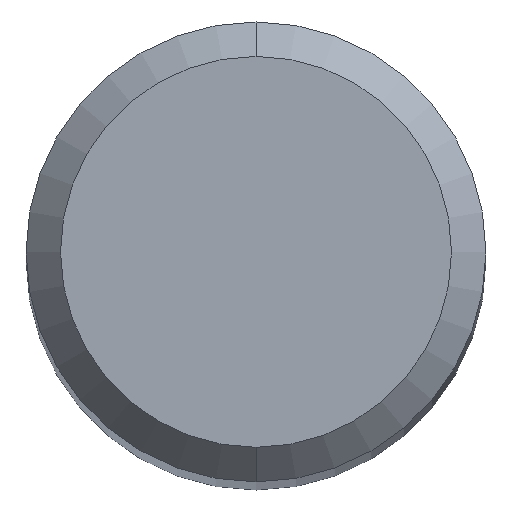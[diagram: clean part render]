
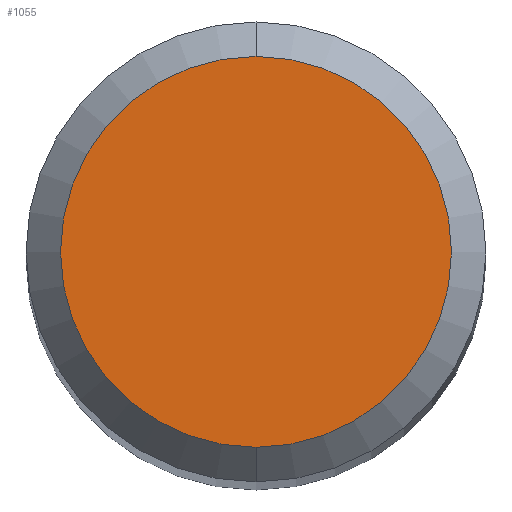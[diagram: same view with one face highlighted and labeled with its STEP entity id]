
A CAD part, top view. The second image highlights one B-rep face of the part: STEP entity #1055.
In plain terms, the highlighted planar face has unit normal (0, 0, 1).
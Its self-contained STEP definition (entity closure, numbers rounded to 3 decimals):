
#605=VERTEX_POINT('',#1377);
#733=VERTEX_POINT('',#1519);
#819=EDGE_CURVE('',#605,#733,#1611,.T.);
#1021=EDGE_CURVE('',#733,#605,#1833,.T.);
#1055=ADVANCED_FACE('',(#1871),#1872,.T.);
#1377=CARTESIAN_POINT('',(0.0,1.7,0.0));
#1519=CARTESIAN_POINT('',(0.,-1.7,0.0));
#1611=CIRCLE('',#3776,1.7);
#1833=CIRCLE('',#4790,1.7);
#1871=FACE_OUTER_BOUND('',#5029,.T.);
#1872=PLANE('',#5030);
#3776=AXIS2_PLACEMENT_3D('',#5674,#5675,#5676);
#4790=AXIS2_PLACEMENT_3D('',#5894,#5895,#5896);
#5029=EDGE_LOOP('',(#5949,#5950));
#5030=AXIS2_PLACEMENT_3D('',#5951,#5952,#5953);
#5674=CARTESIAN_POINT('',(0.0,0.0,0.0));
#5675=DIRECTION('',(0.0,0.0,-1.0));
#5676=DIRECTION('',(0.0,1.0,0.0));
#5894=CARTESIAN_POINT('',(0.0,0.0,0.0));
#5895=DIRECTION('',(0.0,0.0,-1.0));
#5896=DIRECTION('',(0.0,1.0,0.0));
#5949=ORIENTED_EDGE('',*,*,#819,.F.);
#5950=ORIENTED_EDGE('',*,*,#1021,.F.);
#5951=CARTESIAN_POINT('',(0.0,0.85,0.0));
#5952=DIRECTION('',(-0.0,0.0,1.0));
#5953=DIRECTION('',(0.0,-1.0,0.0));
